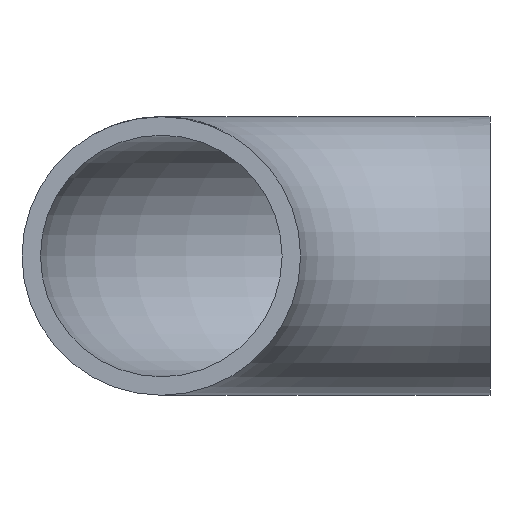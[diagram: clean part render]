
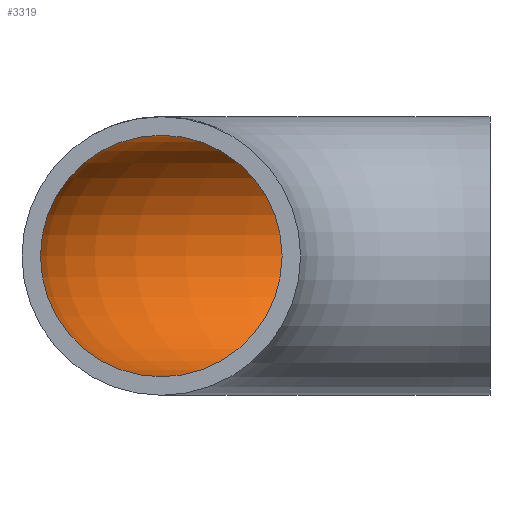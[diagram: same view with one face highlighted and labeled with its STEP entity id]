
A CAD part, front view. The second image highlights one B-rep face of the part: STEP entity #3319.
In plain terms, the highlighted toroidal (fillet/blend) face has major radius 57 mm and minor radius 20.95 mm.
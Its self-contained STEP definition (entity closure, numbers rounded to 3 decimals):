
#361 = CARTESIAN_POINT ( 'NONE',  ( -57., 0., 0. ) ) ;
#538 = CIRCLE ( 'NONE', #1032, 20.95 ) ;
#1032 = AXIS2_PLACEMENT_3D ( 'NONE', #361, #8046, #7209 ) ;
#1576 = TOROIDAL_SURFACE ( 'NONE', #6398, 57., 20.95 ) ;
#2236 = CARTESIAN_POINT ( 'NONE',  ( 0., 77.95, 0. ) ) ;
#2396 = VERTEX_POINT ( 'NONE', #2236 ) ;
#2659 = VERTEX_POINT ( 'NONE', #6723 ) ;
#2849 = EDGE_CURVE ( 'NONE', #2659, #2659, #538, .T. ) ;
#3245 = AXIS2_PLACEMENT_3D ( 'NONE', #5178, #6713, #8944 ) ;
#3319 = ADVANCED_FACE ( 'NONE', ( #3879, #3653 ), #1576, .F. ) ;
#3396 = ORIENTED_EDGE ( 'NONE', *, *, #2849, .F. ) ;
#3553 = DIRECTION ( 'NONE',  ( -1., 0., 0. ) ) ;
#3653 = FACE_OUTER_BOUND ( 'NONE', #6221, .T. ) ;
#3879 = FACE_OUTER_BOUND ( 'NONE', #6403, .T. ) ;
#5178 = CARTESIAN_POINT ( 'NONE',  ( 0., 57., 0. ) ) ;
#5829 = CARTESIAN_POINT ( 'NONE',  ( 0., 0., 0. ) ) ;
#5857 = DIRECTION ( 'NONE',  ( 0., 0., -1. ) ) ;
#6221 = EDGE_LOOP ( 'NONE', ( #3396 ) ) ;
#6398 = AXIS2_PLACEMENT_3D ( 'NONE', #5829, #5857, #3553 ) ;
#6403 = EDGE_LOOP ( 'NONE', ( #9910 ) ) ;
#6713 = DIRECTION ( 'NONE',  ( 1., 0., 0. ) ) ;
#6723 = CARTESIAN_POINT ( 'NONE',  ( -57., 0., 20.95 ) ) ;
#7209 = DIRECTION ( 'NONE',  ( 0., 0., 1. ) ) ;
#8046 = DIRECTION ( 'NONE',  ( 0., 1., 0. ) ) ;
#8944 = DIRECTION ( 'NONE',  ( 0., 1., 0. ) ) ;
#9168 = EDGE_CURVE ( 'NONE', #2396, #2396, #9509, .T. ) ;
#9509 = CIRCLE ( 'NONE', #3245, 20.95 ) ;
#9910 = ORIENTED_EDGE ( 'NONE', *, *, #9168, .T. ) ;
